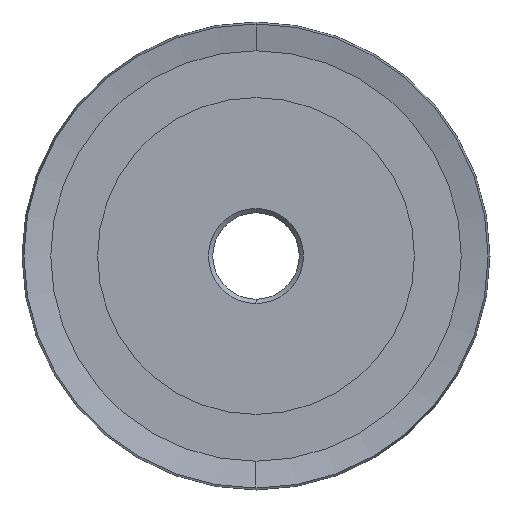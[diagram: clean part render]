
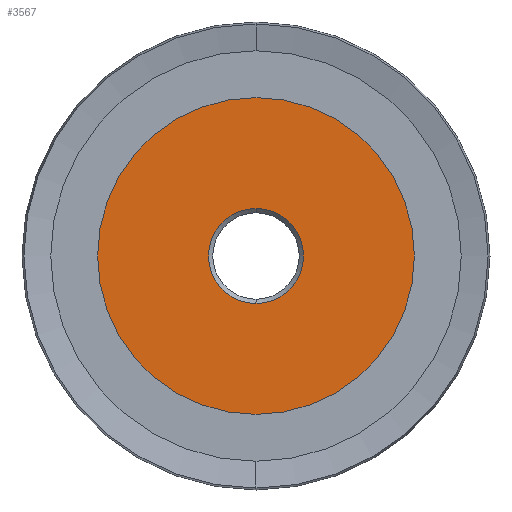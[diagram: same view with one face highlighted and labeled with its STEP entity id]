
A CAD part, left-side view. The second image highlights one B-rep face of the part: STEP entity #3567.
In plain terms, the highlighted planar face has unit normal (-1, 0, 0).
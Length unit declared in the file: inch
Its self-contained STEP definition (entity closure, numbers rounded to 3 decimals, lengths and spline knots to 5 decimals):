
#125 = ORIENTED_EDGE ( 'NONE', *, *, #836, .T. ) ;
#144 = EDGE_CURVE ( 'NONE', #4662, #4348, #4473, .T. ) ;
#332 = CIRCLE ( 'NONE', #1885, 0.6875 ) ;
#672 = ORIENTED_EDGE ( 'NONE', *, *, #144, .T. ) ;
#755 = DIRECTION ( 'NONE',  ( -1., 0., 0. ) ) ;
#781 = FACE_BOUND ( 'NONE', #5459, .T. ) ;
#836 = EDGE_CURVE ( 'NONE', #4635, #5103, #332, .T. ) ;
#974 = CARTESIAN_POINT ( 'NONE',  ( 0., 0., 0. ) ) ;
#1201 = CARTESIAN_POINT ( 'NONE',  ( 0., 0., 0.20625 ) ) ;
#1257 = CARTESIAN_POINT ( 'NONE',  ( 0., 0., 0. ) ) ;
#1458 = DIRECTION ( 'NONE',  ( 0., 0., 1. ) ) ;
#1548 = DIRECTION ( 'NONE',  ( -1., 0., 0. ) ) ;
#1660 = CARTESIAN_POINT ( 'NONE',  ( 0., 0., 0.6875 ) ) ;
#1768 = DIRECTION ( 'NONE',  ( 0., 0., 1. ) ) ;
#1775 = CIRCLE ( 'NONE', #5214, 0.20625 ) ;
#1828 = ORIENTED_EDGE ( 'NONE', *, *, #4723, .T. ) ;
#1885 = AXIS2_PLACEMENT_3D ( 'NONE', #5780, #2792, #6278 ) ;
#2065 = CIRCLE ( 'NONE', #5386, 0.6875 ) ;
#2079 = FACE_OUTER_BOUND ( 'NONE', #2308, .T. ) ;
#2308 = EDGE_LOOP ( 'NONE', ( #3993, #125 ) ) ;
#2541 = AXIS2_PLACEMENT_3D ( 'NONE', #3531, #1548, #5044 ) ;
#2754 = AXIS2_PLACEMENT_3D ( 'NONE', #974, #4455, #1458 ) ;
#2792 = DIRECTION ( 'NONE',  ( -1., 0., 0. ) ) ;
#3268 = CARTESIAN_POINT ( 'NONE',  ( 0., 0., -0.6875 ) ) ;
#3408 = CARTESIAN_POINT ( 'NONE',  ( 0., 0., -0.20625 ) ) ;
#3531 = CARTESIAN_POINT ( 'NONE',  ( 0., 0., 0. ) ) ;
#3567 = ADVANCED_FACE ( 'NONE', ( #781, #2079 ), #5497, .T. ) ;
#3729 = CARTESIAN_POINT ( 'NONE',  ( 0., 0., 0. ) ) ;
#3993 = ORIENTED_EDGE ( 'NONE', *, *, #4689, .T. ) ;
#4237 = DIRECTION ( 'NONE',  ( 0., 0., 1. ) ) ;
#4348 = VERTEX_POINT ( 'NONE', #3408 ) ;
#4455 = DIRECTION ( 'NONE',  ( 1., 0., 0. ) ) ;
#4473 = CIRCLE ( 'NONE', #2754, 0.20625 ) ;
#4635 = VERTEX_POINT ( 'NONE', #1660 ) ;
#4662 = VERTEX_POINT ( 'NONE', #1201 ) ;
#4689 = EDGE_CURVE ( 'NONE', #5103, #4635, #2065, .T. ) ;
#4723 = EDGE_CURVE ( 'NONE', #4348, #4662, #1775, .T. ) ;
#4760 = DIRECTION ( 'NONE',  ( 1., 0., 0. ) ) ;
#5044 = DIRECTION ( 'NONE',  ( 0., 0., 1. ) ) ;
#5103 = VERTEX_POINT ( 'NONE', #3268 ) ;
#5214 = AXIS2_PLACEMENT_3D ( 'NONE', #1257, #4760, #1768 ) ;
#5386 = AXIS2_PLACEMENT_3D ( 'NONE', #3729, #755, #4237 ) ;
#5459 = EDGE_LOOP ( 'NONE', ( #672, #1828 ) ) ;
#5497 = PLANE ( 'NONE',  #2541 ) ;
#5780 = CARTESIAN_POINT ( 'NONE',  ( 0., 0., 0. ) ) ;
#6278 = DIRECTION ( 'NONE',  ( 0., 0., 1. ) ) ;
